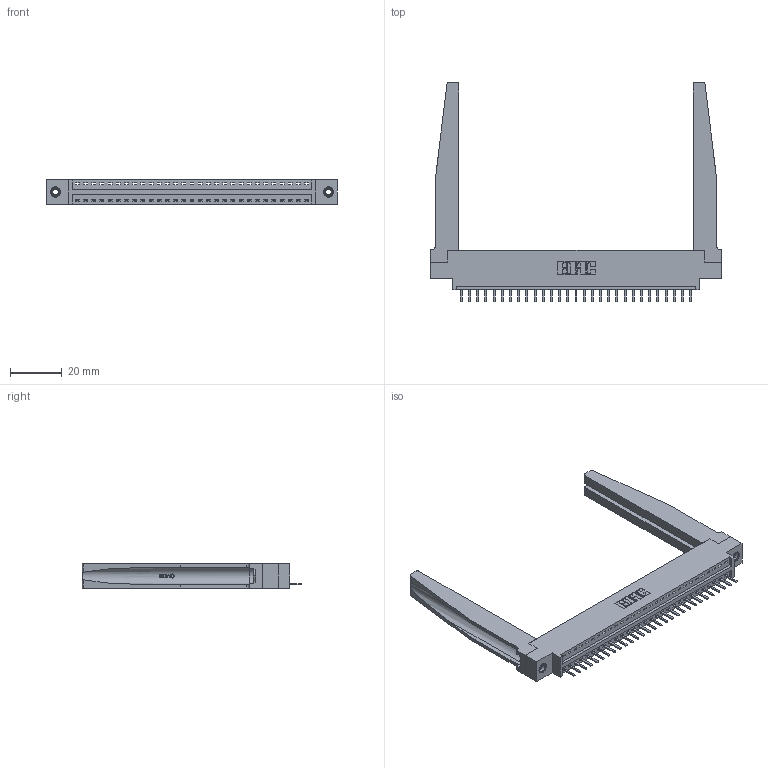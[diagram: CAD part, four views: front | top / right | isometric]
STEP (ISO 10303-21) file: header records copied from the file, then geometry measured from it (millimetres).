
FILE_DESCRIPTION (( 'STEP AP203' ), '1' );
FILE_NAME ('346-029-520-678.STEP', '2022-05-06T08:34:26', ( '' ), ( '' ), 'SwSTEP 2.0', 'SolidWorks 2020', '' );
FILE_SCHEMA (( 'CONFIG_CONTROL_DESIGN' ));
Length unit declared in the file: inch
Products named in the file (5): 346-220-078_345-220-078; 345-292-001_345-293-120; 346 Part_0.170 Offset - 0.156 Dia-TH; 345-250-001_345-250-001-102; 346-029-520-678
Assembly tree (34 placements, depth 2):
  346-029-520-678
    346 Part_0.170 Offset - 0.156 Dia-TH
    345-292-001_345-293-120  x29
    346-220-078_345-220-078  x2
    345-250-001_345-250-001-102  x2
Bounding box: 112.65 x 85.29 x 9.4 mm (x, y, z)
Volume: 17346.2 mm3; surface area: 19359.3 mm2
Topology: 34 solids, 34 shells, 2172 faces, 6321 edges, 4126 vertices
Faces by surface type: plane 1454, cylinder 666, bspline 36, cone 12, torus 4
Entity records: 25158 total; most frequent: CARTESIAN_POINT 5244, ORIENTED_EDGE 4082, DIRECTION 3613, EDGE_CURVE 2041, LINE 1695, VECTOR 1695, VERTEX_POINT 1352, AXIS2_PLACEMENT_3D 959
